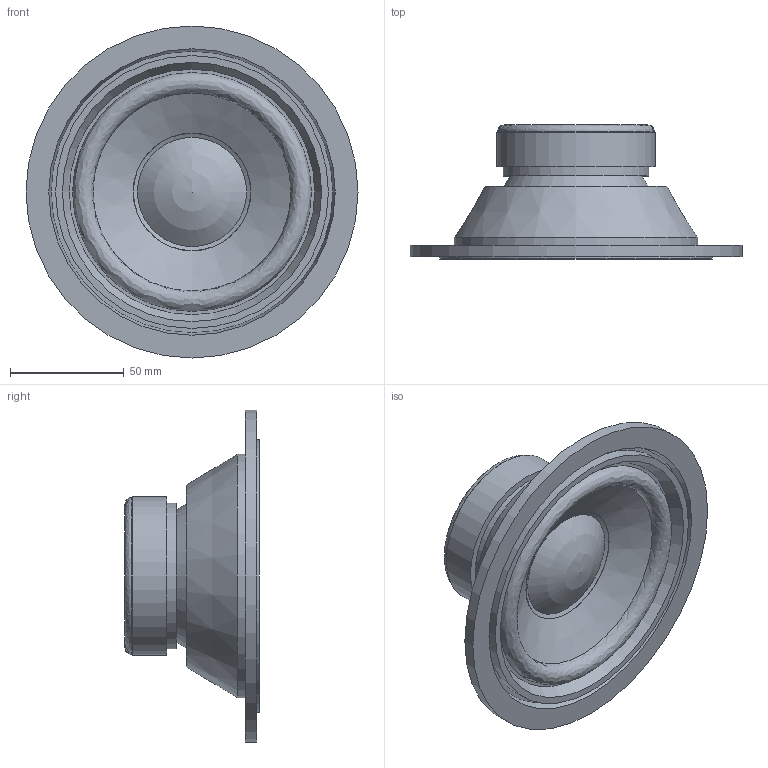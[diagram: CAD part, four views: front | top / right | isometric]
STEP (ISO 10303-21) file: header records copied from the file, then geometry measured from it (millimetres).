
FILE_DESCRIPTION(('FreeCAD Model'),'2;1');
FILE_NAME('Visaton_W_130_S.step','2020-07-28T00:37:09',(''),(''), 'Open CASCADE STEP processor 6.8','FreeCAD','Unknown');
FILE_SCHEMA(('AUTOMOTIVE_DESIGN_CC2 { 1 2 10303 214 -1 1 5 4 }'));
Length unit declared in the file: millimetre
Products named in the file (1): Visaton_W_130_S
Bounding box: 146 x 59 x 146 mm (x, y, z)
Volume: 301357.3 mm3; surface area: 54934.3 mm2
Topology: 1 solids, 1 shells, 26 faces, 42 edges, 26 vertices
Faces by surface type: plane 10, cone 7, cylinder 6, revolution 2, sphere 1
Full cylindrical faces by diameter (mm): 64 x1, 69 x1, 70 x1, 107 x1, 120 x1, 146 x1
Entity records: 1199 total; most frequent: CARTESIAN_POINT 250, DIRECTION 195, ORIENTED_EDGE 82, PCURVE 82, DEFINITIONAL_REPRESENTATION 82, LINE 76, VECTOR 76, AXIS2_PLACEMENT_3D 55
